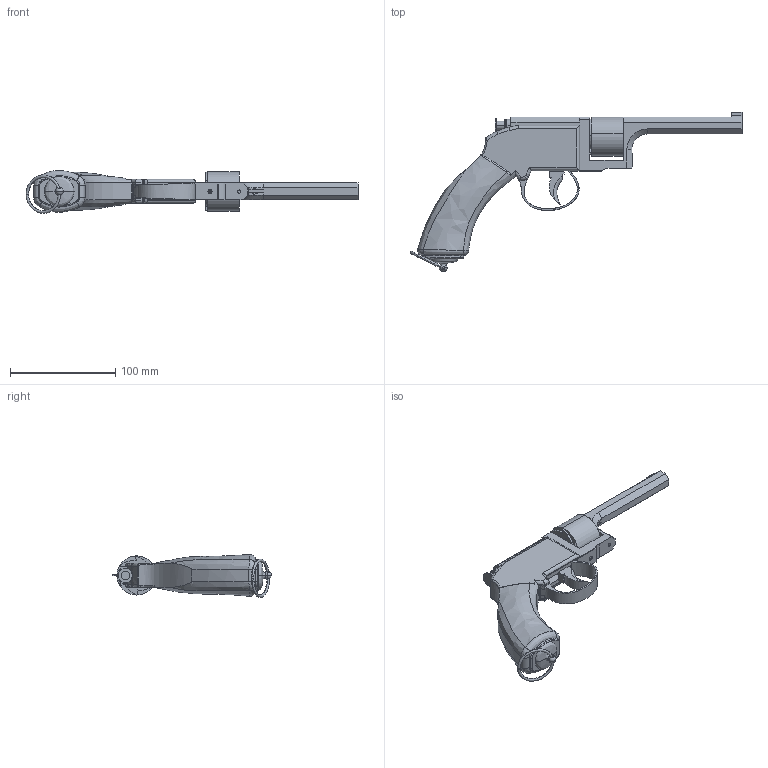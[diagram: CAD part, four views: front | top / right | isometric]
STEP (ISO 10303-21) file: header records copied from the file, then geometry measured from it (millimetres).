
FILE_DESCRIPTION (( 'STEP AP214' ), '1' );
FILE_NAME ('Dreyse.STEP', '2020-07-29T00:04:16', ( 'User' ), ( '' ), 'SwSTEP 2.0', 'SolidWorks 2018', '' );
FILE_SCHEMA (( 'AUTOMOTIVE_DESIGN' ));
Length unit declared in the file: millimetre
Products named in the file (13): Dreyse; Handle-2; Dreyse.STEP; Hairpin M5.STEP; Hairpin M3.STEP; Fixator.STEP; Stopper.STEP; Trigger Guard.STEP; Part14.STEP; Trigger.STEP; Needle spiec.STEP; Cylinder.STEP; Frame.STEP
Assembly tree (14 placements, depth 3):
  Dreyse
    Dreyse.STEP
      Frame.STEP
      Cylinder.STEP
      Needle spiec.STEP
      Trigger.STEP
      Part14.STEP
      Trigger Guard.STEP
      Stopper.STEP
      Fixator.STEP
      Hairpin M3.STEP
      Hairpin M5.STEP  x3
    Handle-2
Bounding box: 316.16 x 151.46 x 40.9 mm (x, y, z)
Volume: 280987.9 mm3; surface area: 96109 mm2
Topology: 18 solids, 18 shells, 661 faces, 1695 edges, 1081 vertices
Faces by surface type: plane 262, cylinder 216, bspline 123, torus 48, cone 8, sphere 4
Entity records: 34207 total; most frequent: CARTESIAN_POINT 19084, ORIENTED_EDGE 3218, DIRECTION 2636, EDGE_CURVE 1609, VERTEX_POINT 1033, AXIS2_PLACEMENT_3D 947, LINE 742, VECTOR 742
